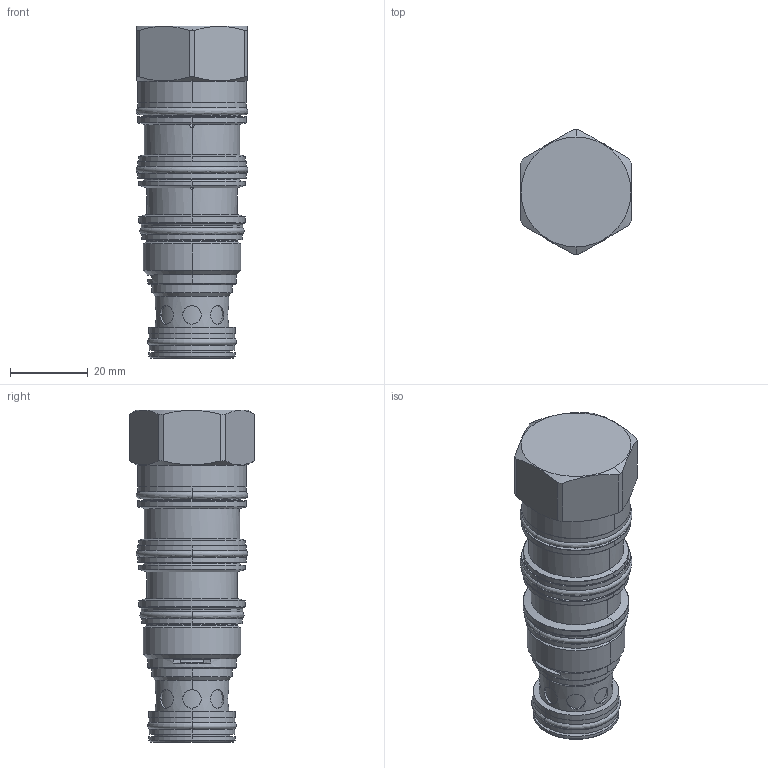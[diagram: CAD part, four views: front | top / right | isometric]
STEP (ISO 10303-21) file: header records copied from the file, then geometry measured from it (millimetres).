
FILE_DESCRIPTION((''),'2;1');
FILE_NAME('DOFRXHN_SW','2022-11-17T09:31:36',('SigMax'),(''),'CREO PARAMETRIC BY PTC INC, 2021072','CREO PARAMETRIC BY PTC INC, 2021072','');
FILE_SCHEMA(('AUTOMOTIVE_DESIGN { 1 0 10303 214 1 1 1 1 }'));
Length unit declared in the file: inch
Products named in the file (1): DOFRXHN_SW
Bounding box: 28.8 x 32.21 x 85.57 mm (x, y, z)
Volume: 40189.1 mm3; surface area: 18124.3 mm2
Topology: 5 solids, 6 shells, 258 faces, 568 edges, 341 vertices
Faces by surface type: cylinder 115, torus 58, plane 37, cone 34, revolution 14
Entity records: 10742 total; most frequent: CARTESIAN_POINT 3023, DIRECTION 1288, ORIENTED_EDGE 1132, EDGE_CURVE 566, AXIS2_PLACEMENT_3D 562, VERTEX_POINT 341, CIRCLE 318, EDGE_LOOP 293
